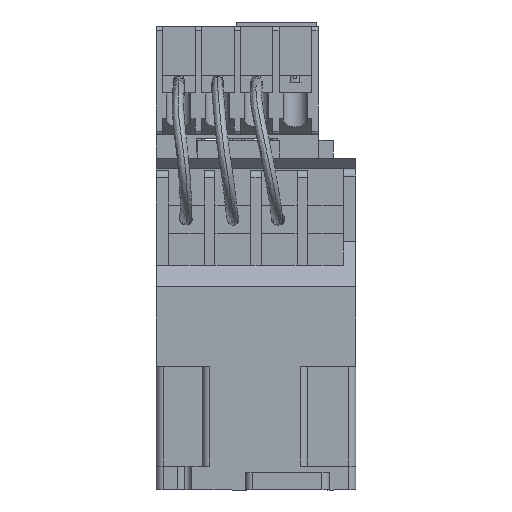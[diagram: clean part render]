
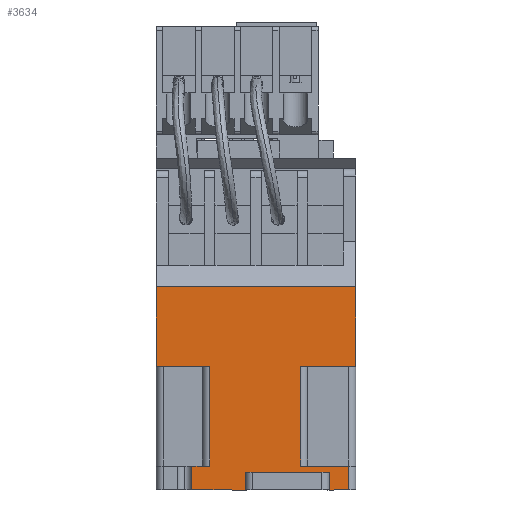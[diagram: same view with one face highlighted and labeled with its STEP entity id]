
A CAD part, front view. The second image highlights one B-rep face of the part: STEP entity #3634.
In plain terms, the highlighted face is planar.
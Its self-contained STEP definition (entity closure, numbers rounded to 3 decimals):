
#59 = LINE ( 'NONE', #25035, #25144 ) ;
#110 = LINE ( 'NONE', #264, #31713 ) ;
#264 = CARTESIAN_POINT ( 'NONE',  ( 38., -15., 6.712 ) ) ;
#569 = EDGE_CURVE ( 'NONE', #13028, #3305, #13650, .T. ) ;
#654 = CARTESIAN_POINT ( 'NONE',  ( 38., 65., 56.942 ) ) ;
#775 = DIRECTION ( 'NONE',  ( 0., -1., 0. ) ) ;
#950 = CARTESIAN_POINT ( 'NONE',  ( 38., 0., 0. ) ) ;
#1198 = VERTEX_POINT ( 'NONE', #28943 ) ;
#1215 = CARTESIAN_POINT ( 'NONE',  ( 38., -13., 98. ) ) ;
#1886 = CARTESIAN_POINT ( 'NONE',  ( 38., -3., 5. ) ) ;
#1890 = ORIENTED_EDGE ( 'NONE', *, *, #569, .T. ) ;
#2071 = DIRECTION ( 'NONE',  ( -1., 0., 0. ) ) ;
#2422 = ORIENTED_EDGE ( 'NONE', *, *, #6824, .T. ) ;
#2439 = CARTESIAN_POINT ( 'NONE',  ( 38., 20.5, 0. ) ) ;
#2586 = DIRECTION ( 'NONE',  ( 0., 0., -1. ) ) ;
#3147 = DIRECTION ( 'NONE',  ( 0., -1., 0. ) ) ;
#3164 = EDGE_CURVE ( 'NONE', #33064, #27826, #6154, .T. ) ;
#3305 = VERTEX_POINT ( 'NONE', #1886 ) ;
#3490 = DIRECTION ( 'NONE',  ( 0., 0., -1. ) ) ;
#3564 = LINE ( 'NONE', #22429, #24203 ) ;
#3634 = ADVANCED_FACE ( 'NONE', ( #9848 ), #33473, .F. ) ;
#3715 = VECTOR ( 'NONE', #5437, 1000. ) ;
#3846 = ORIENTED_EDGE ( 'NONE', *, *, #27581, .F. ) ;
#4179 = VERTEX_POINT ( 'NONE', #27146 ) ;
#4233 = LINE ( 'NONE', #654, #6674 ) ;
#4374 = VERTEX_POINT ( 'NONE', #11794 ) ;
#4392 = ORIENTED_EDGE ( 'NONE', *, *, #29146, .T. ) ;
#4828 = CARTESIAN_POINT ( 'NONE',  ( 38., -1.344, 5. ) ) ;
#5437 = DIRECTION ( 'NONE',  ( 0., 0., 1. ) ) ;
#5456 = LINE ( 'NONE', #30482, #30210 ) ;
#5580 = VECTOR ( 'NONE', #10914, 1000. ) ;
#6154 = LINE ( 'NONE', #21930, #15519 ) ;
#6363 = EDGE_CURVE ( 'NONE', #20761, #4179, #110, .T. ) ;
#6418 = DIRECTION ( 'NONE',  ( 0., 0., 1. ) ) ;
#6516 = CARTESIAN_POINT ( 'NONE',  ( 38., -18., 6.712 ) ) ;
#6582 = CARTESIAN_POINT ( 'NONE',  ( 38., -18., 0. ) ) ;
#6589 = DIRECTION ( 'NONE',  ( 0., 1., 0. ) ) ;
#6674 = VECTOR ( 'NONE', #3147, 1000. ) ;
#6824 = EDGE_CURVE ( 'NONE', #33064, #19458, #30887, .T. ) ;
#7147 = CARTESIAN_POINT ( 'NONE',  ( 38., -3., -88. ) ) ;
#7179 = DIRECTION ( 'NONE',  ( 0., 0., -1. ) ) ;
#7348 = DIRECTION ( 'NONE',  ( 0., -1., 0. ) ) ;
#7902 = EDGE_LOOP ( 'NONE', ( #19519, #4392, #11558, #1890, #26994, #25486, #16984, #3846, #20433, #26740, #14454, #2422, #18455, #17759, #30193, #16017, #8891, #23064 ) ) ;
#7969 = VERTEX_POINT ( 'NONE', #16927 ) ;
#8253 = CARTESIAN_POINT ( 'NONE',  ( 38., 65., 5. ) ) ;
#8275 = VERTEX_POINT ( 'NONE', #13375 ) ;
#8891 = ORIENTED_EDGE ( 'NONE', *, *, #11883, .F. ) ;
#9188 = EDGE_CURVE ( 'NONE', #19458, #4374, #3564, .T. ) ;
#9292 = LINE ( 'NONE', #21677, #21402 ) ;
#9431 = EDGE_CURVE ( 'NONE', #31677, #1198, #29512, .T. ) ;
#9848 = FACE_OUTER_BOUND ( 'NONE', #7902, .T. ) ;
#9919 = CARTESIAN_POINT ( 'NONE',  ( 38., 12.5, 6.712 ) ) ;
#10914 = DIRECTION ( 'NONE',  ( 0., 1., 0. ) ) ;
#11016 = LINE ( 'NONE', #17524, #16234 ) ;
#11123 = LINE ( 'NONE', #32042, #18789 ) ;
#11558 = ORIENTED_EDGE ( 'NONE', *, *, #21310, .T. ) ;
#11794 = CARTESIAN_POINT ( 'NONE',  ( 38., 28., 34.712 ) ) ;
#11883 = EDGE_CURVE ( 'NONE', #18288, #8275, #5456, .T. ) ;
#11933 = CARTESIAN_POINT ( 'NONE',  ( 38., 18.257, 5. ) ) ;
#12560 = LINE ( 'NONE', #8253, #25480 ) ;
#12614 = CARTESIAN_POINT ( 'NONE',  ( 38., -28., 56.942 ) ) ;
#13028 = VERTEX_POINT ( 'NONE', #16634 ) ;
#13127 = LINE ( 'NONE', #26474, #29348 ) ;
#13375 = CARTESIAN_POINT ( 'NONE',  ( 38., -28., 34.712 ) ) ;
#13449 = VERTEX_POINT ( 'NONE', #25649 ) ;
#13650 = LINE ( 'NONE', #7147, #26160 ) ;
#13742 = EDGE_CURVE ( 'NONE', #18288, #4179, #33344, .T. ) ;
#13990 = EDGE_CURVE ( 'NONE', #7969, #33424, #28022, .T. ) ;
#14454 = ORIENTED_EDGE ( 'NONE', *, *, #3164, .F. ) ;
#14543 = DIRECTION ( 'NONE',  ( 0., 1., 0. ) ) ;
#14942 = DIRECTION ( 'NONE',  ( 0., 0., 1. ) ) ;
#15208 = EDGE_CURVE ( 'NONE', #13449, #4374, #59, .T. ) ;
#15482 = VECTOR ( 'NONE', #25607, 1000. ) ;
#15519 = VECTOR ( 'NONE', #32286, 1000. ) ;
#15618 = DIRECTION ( 'NONE',  ( 0., 0., 1. ) ) ;
#15882 = VERTEX_POINT ( 'NONE', #4828 ) ;
#16017 = ORIENTED_EDGE ( 'NONE', *, *, #29797, .T. ) ;
#16022 = EDGE_CURVE ( 'NONE', #15882, #3305, #12560, .T. ) ;
#16144 = DIRECTION ( 'NONE',  ( 0., -1., 0. ) ) ;
#16234 = VECTOR ( 'NONE', #2586, 1000. ) ;
#16634 = CARTESIAN_POINT ( 'NONE',  ( 38., -3., 0. ) ) ;
#16927 = CARTESIAN_POINT ( 'NONE',  ( 38., 20.5, 5. ) ) ;
#16984 = ORIENTED_EDGE ( 'NONE', *, *, #13990, .F. ) ;
#17318 = VECTOR ( 'NONE', #6589, 1000. ) ;
#17524 = CARTESIAN_POINT ( 'NONE',  ( 38., -28., 98. ) ) ;
#17701 = DIRECTION ( 'NONE',  ( 0., 0., 1. ) ) ;
#17759 = ORIENTED_EDGE ( 'NONE', *, *, #15208, .F. ) ;
#18288 = VERTEX_POINT ( 'NONE', #22264 ) ;
#18331 = CARTESIAN_POINT ( 'NONE',  ( 38., 12.5, 98. ) ) ;
#18455 = ORIENTED_EDGE ( 'NONE', *, *, #9188, .T. ) ;
#18789 = VECTOR ( 'NONE', #6418, 1000. ) ;
#19021 = EDGE_CURVE ( 'NONE', #13449, #30083, #4233, .T. ) ;
#19132 = LINE ( 'NONE', #25258, #28881 ) ;
#19458 = VERTEX_POINT ( 'NONE', #25282 ) ;
#19519 = ORIENTED_EDGE ( 'NONE', *, *, #6363, .F. ) ;
#20315 = VECTOR ( 'NONE', #3490, 1000. ) ;
#20433 = ORIENTED_EDGE ( 'NONE', *, *, #9431, .T. ) ;
#20717 = CARTESIAN_POINT ( 'NONE',  ( 38., 0., 0. ) ) ;
#20761 = VERTEX_POINT ( 'NONE', #6516 ) ;
#21310 = EDGE_CURVE ( 'NONE', #24978, #13028, #33132, .T. ) ;
#21402 = VECTOR ( 'NONE', #775, 1000. ) ;
#21677 = CARTESIAN_POINT ( 'NONE',  ( 38., 65., 5. ) ) ;
#21930 = CARTESIAN_POINT ( 'NONE',  ( 38., 29.898, 6.712 ) ) ;
#22264 = CARTESIAN_POINT ( 'NONE',  ( 38., -13., 34.712 ) ) ;
#22429 = CARTESIAN_POINT ( 'NONE',  ( 38., 65., 34.712 ) ) ;
#22784 = CARTESIAN_POINT ( 'NONE',  ( 38., 26., 6.712 ) ) ;
#23064 = ORIENTED_EDGE ( 'NONE', *, *, #13742, .T. ) ;
#23413 = EDGE_CURVE ( 'NONE', #1198, #27826, #13127, .T. ) ;
#23543 = DIRECTION ( 'NONE',  ( 0., 1., 0. ) ) ;
#24203 = VECTOR ( 'NONE', #14543, 1000. ) ;
#24978 = VERTEX_POINT ( 'NONE', #6582 ) ;
#25035 = CARTESIAN_POINT ( 'NONE',  ( 38., 28., 98. ) ) ;
#25144 = VECTOR ( 'NONE', #25256, 1000. ) ;
#25256 = DIRECTION ( 'NONE',  ( 0., 0., -1. ) ) ;
#25258 = CARTESIAN_POINT ( 'NONE',  ( 38., -18., 98. ) ) ;
#25282 = CARTESIAN_POINT ( 'NONE',  ( 38., 12.5, 34.712 ) ) ;
#25480 = VECTOR ( 'NONE', #16144, 1000. ) ;
#25486 = ORIENTED_EDGE ( 'NONE', *, *, #31286, .F. ) ;
#25607 = DIRECTION ( 'NONE',  ( 0., -1., 0. ) ) ;
#25649 = CARTESIAN_POINT ( 'NONE',  ( 38., 28., 56.942 ) ) ;
#26160 = VECTOR ( 'NONE', #14942, 1000. ) ;
#26474 = CARTESIAN_POINT ( 'NONE',  ( 38., 26., 98. ) ) ;
#26740 = ORIENTED_EDGE ( 'NONE', *, *, #23413, .T. ) ;
#26994 = ORIENTED_EDGE ( 'NONE', *, *, #16022, .F. ) ;
#27146 = CARTESIAN_POINT ( 'NONE',  ( 38., -13., 6.712 ) ) ;
#27581 = EDGE_CURVE ( 'NONE', #31677, #7969, #11123, .T. ) ;
#27826 = VERTEX_POINT ( 'NONE', #22784 ) ;
#28022 = LINE ( 'NONE', #30547, #15482 ) ;
#28881 = VECTOR ( 'NONE', #7179, 1000. ) ;
#28943 = CARTESIAN_POINT ( 'NONE',  ( 38., 26., 0. ) ) ;
#29146 = EDGE_CURVE ( 'NONE', #20761, #24978, #19132, .T. ) ;
#29348 = VECTOR ( 'NONE', #15618, 1000. ) ;
#29512 = LINE ( 'NONE', #20717, #5580 ) ;
#29797 = EDGE_CURVE ( 'NONE', #30083, #8275, #11016, .T. ) ;
#30083 = VERTEX_POINT ( 'NONE', #12614 ) ;
#30193 = ORIENTED_EDGE ( 'NONE', *, *, #19021, .T. ) ;
#30210 = VECTOR ( 'NONE', #7348, 1000. ) ;
#30482 = CARTESIAN_POINT ( 'NONE',  ( 38., -28., 34.712 ) ) ;
#30547 = CARTESIAN_POINT ( 'NONE',  ( 38., 65., 5. ) ) ;
#30887 = LINE ( 'NONE', #18331, #3715 ) ;
#31286 = EDGE_CURVE ( 'NONE', #33424, #15882, #9292, .T. ) ;
#31677 = VERTEX_POINT ( 'NONE', #2439 ) ;
#31713 = VECTOR ( 'NONE', #23543, 1000. ) ;
#32042 = CARTESIAN_POINT ( 'NONE',  ( 38., 20.5, -88. ) ) ;
#32286 = DIRECTION ( 'NONE',  ( 0., 1., 0. ) ) ;
#32391 = AXIS2_PLACEMENT_3D ( 'NONE', #33357, #2071, #17701 ) ;
#33064 = VERTEX_POINT ( 'NONE', #9919 ) ;
#33132 = LINE ( 'NONE', #950, #17318 ) ;
#33344 = LINE ( 'NONE', #1215, #20315 ) ;
#33357 = CARTESIAN_POINT ( 'NONE',  ( 38., 65., 98. ) ) ;
#33424 = VERTEX_POINT ( 'NONE', #11933 ) ;
#33473 = PLANE ( 'NONE',  #32391 ) ;
